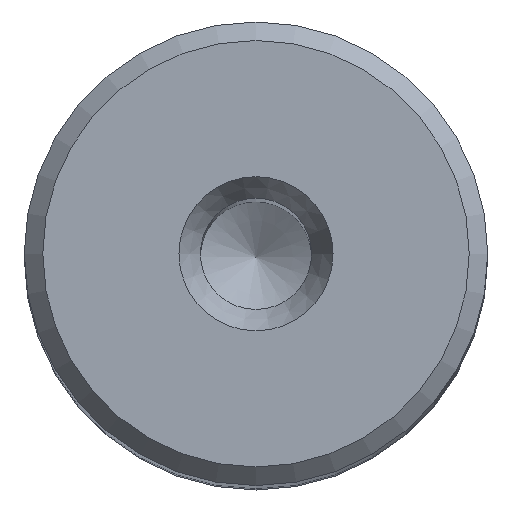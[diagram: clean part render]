
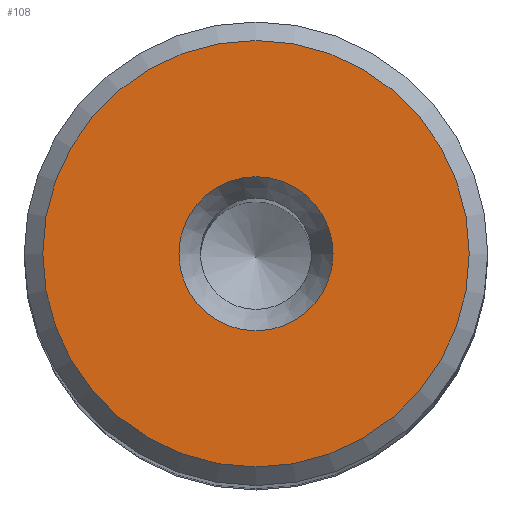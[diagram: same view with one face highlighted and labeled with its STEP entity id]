
A CAD part, top view. The second image highlights one B-rep face of the part: STEP entity #108.
In plain terms, the highlighted planar face has unit normal (0, 0, 1).
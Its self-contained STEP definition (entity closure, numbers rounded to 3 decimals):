
#39=PLANE('',#600);
#108=ADVANCED_FACE('',(#252,#253),#39,.F.);
#252=FACE_BOUND('',#334,.T.);
#253=FACE_BOUND('',#335,.T.);
#334=EDGE_LOOP('',(#416));
#335=EDGE_LOOP('',(#417));
#416=ORIENTED_EDGE('',*,*,#514,.F.);
#417=ORIENTED_EDGE('',*,*,#513,.T.);
#472=VERTEX_POINT('',#1019);
#473=VERTEX_POINT('',#1022);
#513=EDGE_CURVE('',#472,#472,#551,.T.);
#514=EDGE_CURVE('',#473,#473,#552,.T.);
#551=CIRCLE('',#597,4.155);
#552=CIRCLE('',#599,11.5);
#597=AXIS2_PLACEMENT_3D('',#1018,#718,#719);
#599=AXIS2_PLACEMENT_3D('',#1021,#722,#723);
#600=AXIS2_PLACEMENT_3D('',#1023,#724,#725);
#718=DIRECTION('',(0.,0.,-1.));
#719=DIRECTION('',(-1.,0.,0.));
#722=DIRECTION('',(0.,0.,-1.));
#723=DIRECTION('',(-1.,0.,0.));
#724=DIRECTION('',(0.,0.,-1.));
#725=DIRECTION('',(-1.,0.,0.));
#1018=CARTESIAN_POINT('',(0.,0.,90.));
#1019=CARTESIAN_POINT('',(-4.155,0.,90.));
#1021=CARTESIAN_POINT('',(0.,0.,90.));
#1022=CARTESIAN_POINT('',(-11.5,0.,90.));
#1023=CARTESIAN_POINT('',(4.155,0.,90.));
